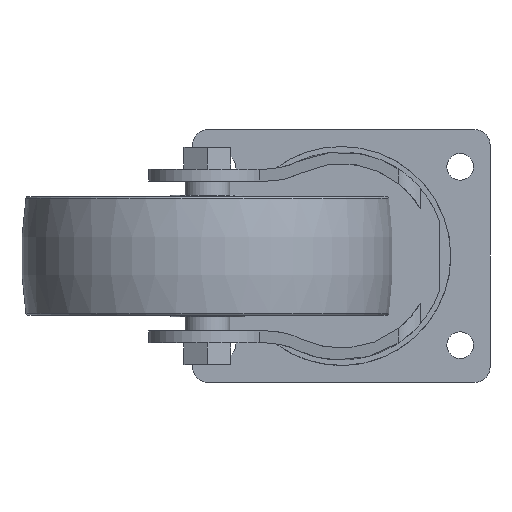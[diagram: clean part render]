
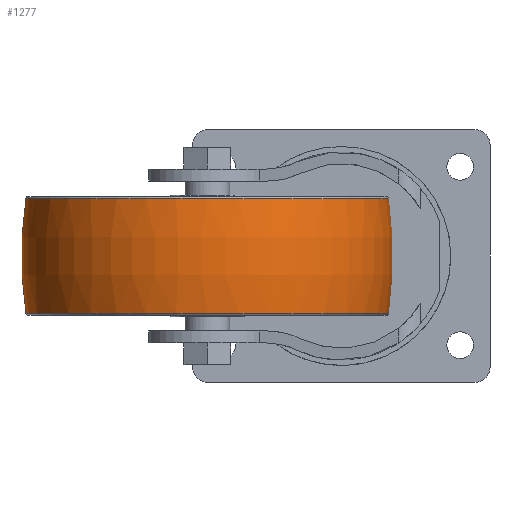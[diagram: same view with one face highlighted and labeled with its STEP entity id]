
A CAD part, front view. The second image highlights one B-rep face of the part: STEP entity #1277.
In plain terms, the highlighted toroidal (fillet/blend) face has major radius 62.5 mm and minor radius 125 mm.
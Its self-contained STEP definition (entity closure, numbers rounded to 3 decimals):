
#20=DEGENERATE_TOROIDAL_SURFACE('',#1431,62.5,125.,
 .F.);
#569=ORIENTED_EDGE('',*,*,#743,.T.);
#570=ORIENTED_EDGE('',*,*,#742,.F.);
#742=EDGE_CURVE('',#863,#863,#926,.T.);
#743=EDGE_CURVE('',#864,#864,#927,.T.);
#863=VERTEX_POINT('',#2194);
#864=VERTEX_POINT('',#2197);
#926=CIRCLE('',#1430,60.997);
#927=CIRCLE('',#1432,60.997);
#1040=EDGE_LOOP('',(#569));
#1041=EDGE_LOOP('',(#570));
#1164=FACE_BOUND('',#1040,.T.);
#1165=FACE_BOUND('',#1041,.T.);
#1277=ADVANCED_FACE('',(#1164,#1165),#20,.F.);
#1430=AXIS2_PLACEMENT_3D('',#2193,#1800,#1801);
#1431=AXIS2_PLACEMENT_3D('',#2195,#1802,#1803);
#1432=AXIS2_PLACEMENT_3D('',#2196,#1804,#1805);
#1800=DIRECTION('',(0.,0.,-1.));
#1801=DIRECTION('',(-1.,0.,0.));
#1802=DIRECTION('',(0.,0.,-1.));
#1803=DIRECTION('',(-1.,0.,0.));
#1804=DIRECTION('',(0.,0.,-1.));
#1805=DIRECTION('',(-1.,0.,0.));
#2193=CARTESIAN_POINT('',(0.,0.,-19.324));
#2194=CARTESIAN_POINT('',(-60.997,0.,-19.324));
#2195=CARTESIAN_POINT('',(0.,0.,0.));
#2196=CARTESIAN_POINT('',(0.,0.,19.324));
#2197=CARTESIAN_POINT('',(-60.997,0.,19.324));
